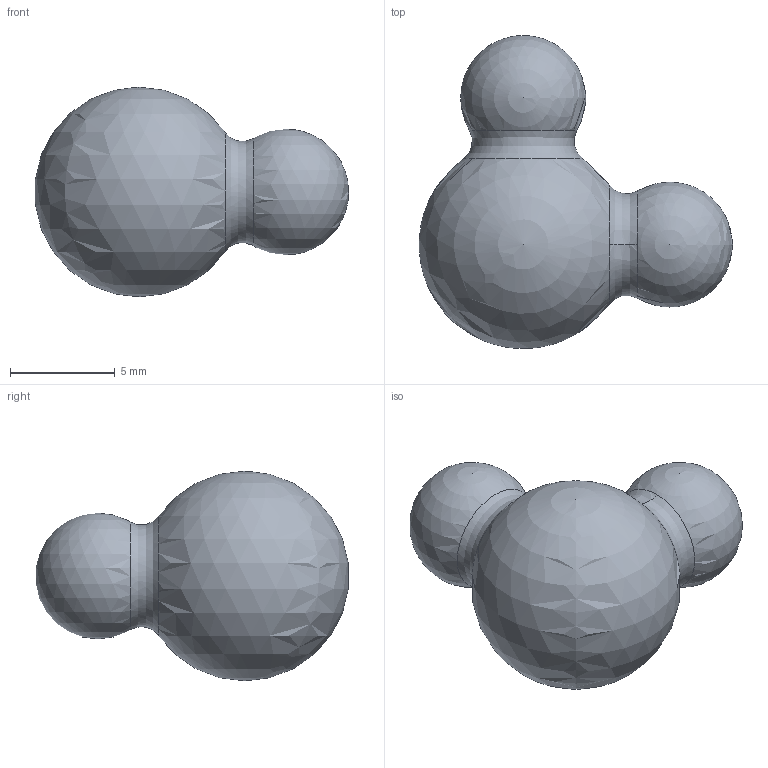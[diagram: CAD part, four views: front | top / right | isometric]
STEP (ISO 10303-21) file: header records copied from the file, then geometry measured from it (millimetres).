
FILE_DESCRIPTION(('FreeCAD Model'),'2;1');
FILE_NAME('molecule.step','2014-07-06T16:34:23',('FreeCAD' ),('FreeCAD'),'Open CASCADE STEP processor 6.7','FreeCAD','Unknown' );
FILE_SCHEMA(('AUTOMOTIVE_DESIGN_CC2 { 1 2 10303 214 -1 1 5 4 }'));
Length unit declared in the file: metre
Products named in the file (1): Fillet
Bounding box: 14.95 x 14.93 x 10 mm (x, y, z)
Volume: 746.6 mm3; surface area: 477.8 mm2
Topology: 1 solids, 1 shells, 6 faces, 18 edges, 12 vertices
Faces by surface type: sphere 3, bspline 3
Entity records: 1052 total; most frequent: CARTESIAN_POINT 807, DIRECTION 22, ORIENTED_EDGE 22, PCURVE 22, DEFINITIONAL_REPRESENTATION 22, B_SPLINE_CURVE_WITH_KNOTS 12, EDGE_CURVE 11, VERTEX_POINT 10
